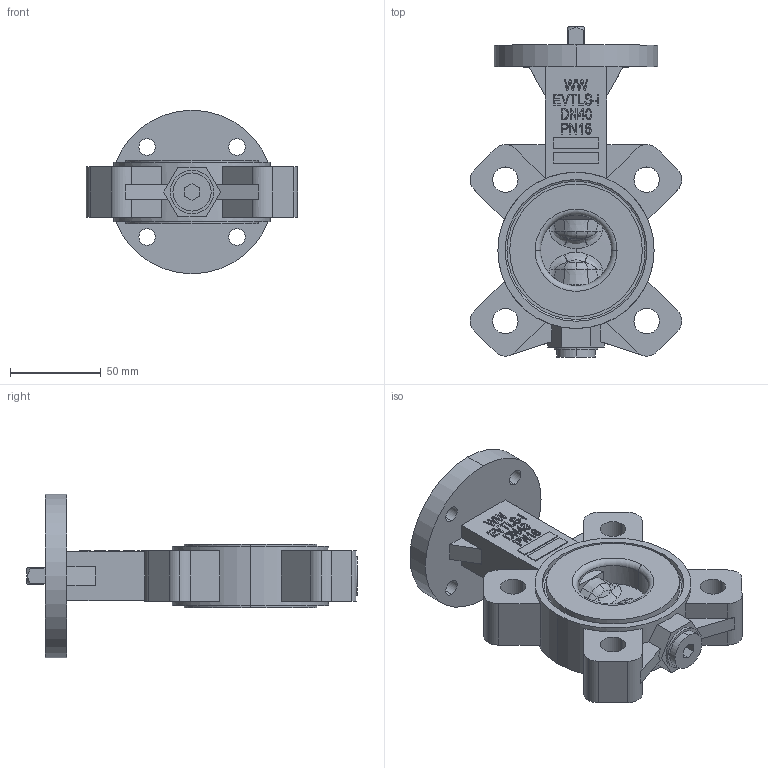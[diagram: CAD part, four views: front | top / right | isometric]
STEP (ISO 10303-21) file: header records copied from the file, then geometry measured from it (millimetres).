
FILE_DESCRIPTION (( 'STEP AP203' ), '1' );
FILE_NAME ('EVTLS-i DN40 PN16 F07-L9.STEP', '2024-04-22T12:51:54', ( '' ), ( '' ), 'SwSTEP 2.0', 'SolidWorks 2015', '' );
FILE_SCHEMA (( 'CONFIG_CONTROL_DESIGN' ));
Length unit declared in the file: millimetre
Products named in the file (1): EVTLS-i DN40 PN16 F07-L9
Bounding box: 116.38 x 181.7 x 90 mm (x, y, z)
Volume: 384829.6 mm3; surface area: 71122.3 mm2
Topology: 1 solids, 1 shells, 468 faces, 1224 edges, 798 vertices
Faces by surface type: plane 274, bspline 73, cylinder 68, torus 32, cone 13, sphere 8
Entity records: 18330 total; most frequent: CARTESIAN_POINT 7077, ORIENTED_EDGE 2448, DIRECTION 2093, EDGE_CURVE 1224, VERTEX_POINT 798, VECTOR 759, LINE 759, AXIS2_PLACEMENT_3D 667
